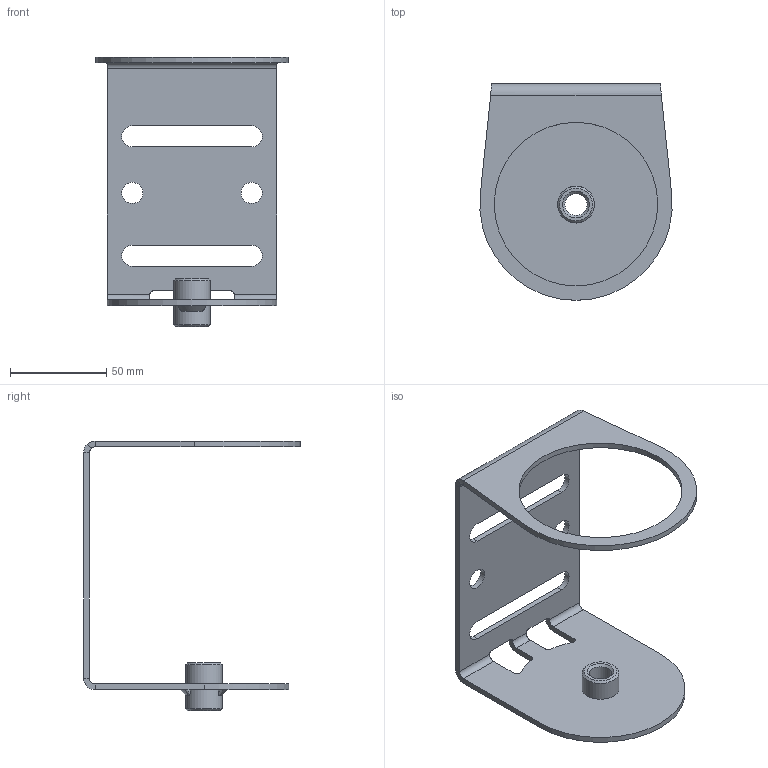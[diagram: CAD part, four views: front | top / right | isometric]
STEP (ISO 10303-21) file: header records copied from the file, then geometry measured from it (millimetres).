
FILE_DESCRIPTION(/* description */ (''),/* implementation_level */ '2;1');
FILE_NAME(/* name */ 'Montagehalterung_STAR_Heavy_Duty_C_Form_1fach_G1_4i_Edelstahl_109664_Rev_C.stp',/* time_stamp */ '2016-06-06T11:09:47+02:00',/* author */ ('002210'),/* organization */ (''),/* preprocessor_version */ 'ST-DEVELOPER v16.1',/* originating_system */ 'Autodesk Inventor 2016',/* authorisation */ '');
FILE_SCHEMA (('AUTOMOTIVE_DESIGN { 1 0 10303 214 3 1 1 }'));
Length unit declared in the file: millimetre
Products named in the file (4): anmha10c; Hülse G1_4; Schweißnaht; anmha10c_1
Assembly tree (3 placements, depth 2):
  anmha10c_1
    anmha10c
    Hülse G1_4
    Schweißnaht
Bounding box: 99.8 x 112.61 x 140.21 mm (x, y, z)
Volume: 65602.2 mm3; surface area: 48626.2 mm2
Topology: 4 solids, 4 shells, 78 faces, 205 edges, 131 vertices
Faces by surface type: plane 34, cylinder 32, bspline 6, cone 6
Full cylindrical faces by diameter (mm): 11 x2, 11.445 x1, 19 x1, 19.2 x1, 85 x1
Entity records: 2802 total; most frequent: CARTESIAN_POINT 813, DIRECTION 394, ORIENTED_EDGE 388, EDGE_CURVE 194, AXIS2_PLACEMENT_3D 149, VERTEX_POINT 130, EDGE_LOOP 102, LINE 96
